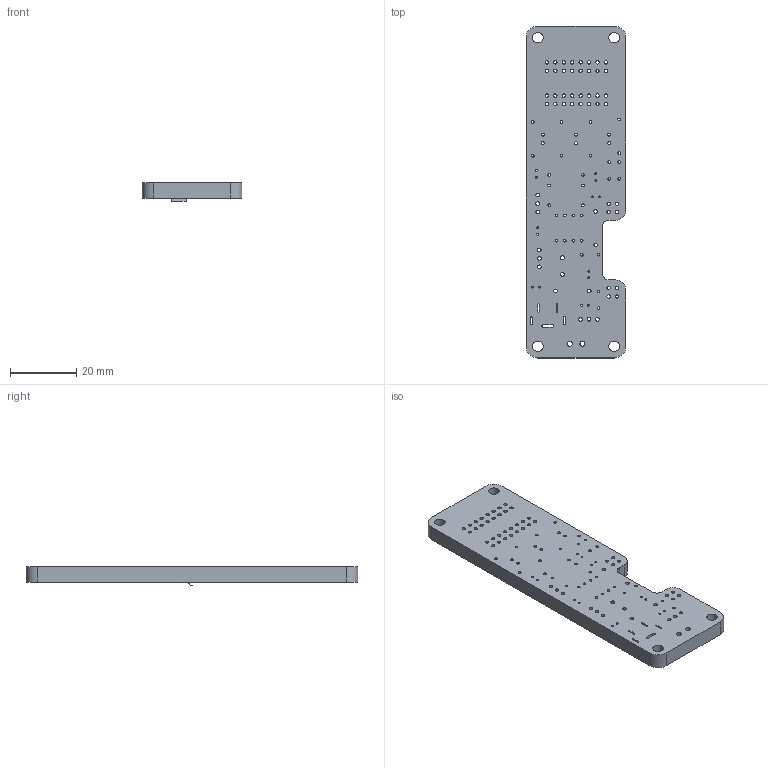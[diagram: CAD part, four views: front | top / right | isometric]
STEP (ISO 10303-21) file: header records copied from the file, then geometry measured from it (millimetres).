
FILE_DESCRIPTION(('KiCad electronic assembly'),'2;1');
FILE_NAME('Euroclack_badpsu.step','2022-12-15T12:43:43',('Pcbnew'),( 'Kicad'),'Open CASCADE STEP processor 7.5','KiCad to STEP converter' ,'Unknown');
FILE_SCHEMA(('AUTOMOTIVE_DESIGN { 1 0 10303 214 1 1 1 1 }'));
Length unit declared in the file: millimetre
Products named in the file (8): Euroclack_badpsu 1; _autosave-Euroclack_badpsu PCB; Euroclack_badpsu 2; FACE; Euroclack_badpsu 3; Euroclack_badpsu 4
Assembly tree (4 placements, depth 2):
  Euroclack_badpsu 1
    _autosave-Euroclack_badpsu PCB
  Euroclack_badpsu 2
    FACE
  Euroclack_badpsu 3
    FACE
  Euroclack_badpsu 4
    FACE
Bounding box: 30 x 100 x 5.69 mm (x, y, z)
Volume: 12887.3 mm3; surface area: 8549.4 mm2
Topology: 1 solids, 4 shells, 152 faces, 453 edges, 306 vertices
Faces by surface type: cylinder 129, plane 20, bspline 3
Full cylindrical faces by diameter (mm): 0.6 x14, 0.8 x30, 0.9 x6, 1 x8, 1.016 x32, 1.1 x13, 1.2 x2, 1.5 x2, 3.2 x4
Entity records: 11723 total; most frequent: CARTESIAN_POINT 1903, DIRECTION 1889, ORIENTED_EDGE 894, PCURVE 894, DEFINITIONAL_REPRESENTATION 894, LINE 807, VECTOR 807, CIRCLE 516
